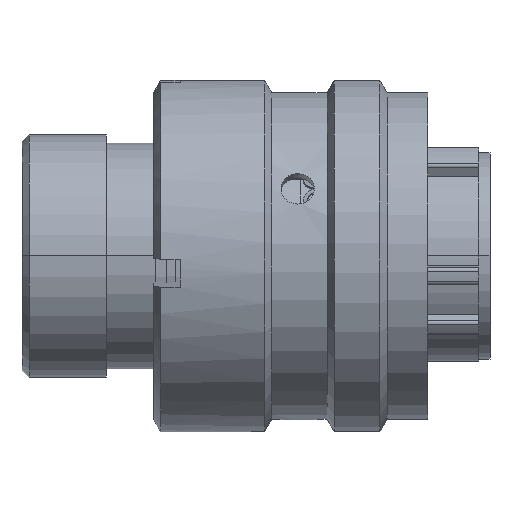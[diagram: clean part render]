
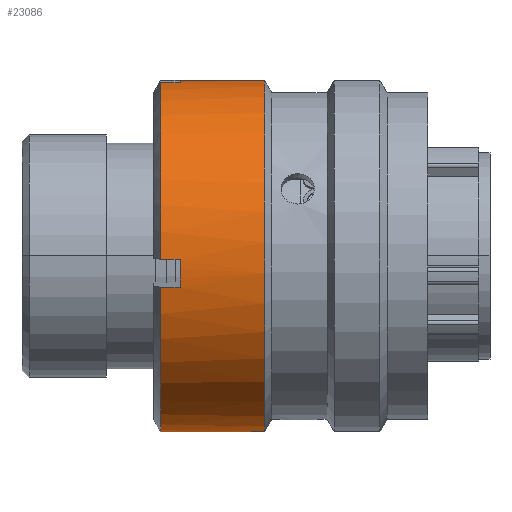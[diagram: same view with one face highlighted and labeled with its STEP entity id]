
A CAD part, top view. The second image highlights one B-rep face of the part: STEP entity #23086.
In plain terms, the highlighted cylindrical face has radius 12.55 mm (diameter 25.1 mm), a partial arc.
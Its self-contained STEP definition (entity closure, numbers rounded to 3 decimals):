
#294 = VERTEX_POINT ( 'NONE', #22766 ) ;
#864 = VECTOR ( 'NONE', #37042, 1000. ) ;
#1271 = ORIENTED_EDGE ( 'NONE', *, *, #32444, .T. ) ;
#1335 = CIRCLE ( 'NONE', #3743, 12.55 ) ;
#1521 = VERTEX_POINT ( 'NONE', #5782 ) ;
#1626 = DIRECTION ( 'NONE',  ( 0., 0.995, 0.1 ) ) ;
#2216 = CARTESIAN_POINT ( 'NONE',  ( 11.278, -0.257, 12.547 ) ) ;
#2352 = AXIS2_PLACEMENT_3D ( 'NONE', #4763, #7598, #13783 ) ;
#2434 = DIRECTION ( 'NONE',  ( 0., -0.995, -0.1 ) ) ;
#3743 = AXIS2_PLACEMENT_3D ( 'NONE', #33410, #9812, #24359 ) ;
#4147 = EDGE_CURVE ( 'NONE', #7301, #33669, #8751, .T. ) ;
#4593 = ORIENTED_EDGE ( 'NONE', *, *, #23261, .T. ) ;
#4763 = CARTESIAN_POINT ( 'NONE',  ( 11.278, 0., 0. ) ) ;
#4896 = LINE ( 'NONE', #9087, #7612 ) ;
#5128 = DIRECTION ( 'NONE',  ( 0., 0.995, 0.1 ) ) ;
#5764 = DIRECTION ( 'NONE',  ( 1., 0., 0. ) ) ;
#5782 = CARTESIAN_POINT ( 'NONE',  ( 9.878, -0.257, 12.547 ) ) ;
#6052 = CARTESIAN_POINT ( 'NONE',  ( 17.298, 12.487, 1.256 ) ) ;
#6085 = CARTESIAN_POINT ( 'NONE',  ( 28.928, 0., 0. ) ) ;
#6437 = AXIS2_PLACEMENT_3D ( 'NONE', #6085, #12140, #26668 ) ;
#6648 = ORIENTED_EDGE ( 'NONE', *, *, #20615, .T. ) ;
#6663 = CIRCLE ( 'NONE', #24696, 12.55 ) ;
#6682 = EDGE_CURVE ( 'NONE', #22093, #1521, #1335, .T. ) ;
#6810 = ORIENTED_EDGE ( 'NONE', *, *, #6682, .T. ) ;
#6913 = EDGE_CURVE ( 'NONE', #11322, #29765, #34058, .T. ) ;
#7301 = VERTEX_POINT ( 'NONE', #19552 ) ;
#7598 = DIRECTION ( 'NONE',  ( 1., 0., 0. ) ) ;
#7612 = VECTOR ( 'NONE', #5764, 1000. ) ;
#8251 = VERTEX_POINT ( 'NONE', #8310 ) ;
#8310 = CARTESIAN_POINT ( 'NONE',  ( 17.298, -12.487, -1.256 ) ) ;
#8719 = CARTESIAN_POINT ( 'NONE',  ( 28.928, 12.487, 1.256 ) ) ;
#8751 = LINE ( 'NONE', #8719, #28555 ) ;
#9087 = CARTESIAN_POINT ( 'NONE',  ( 28.928, -0.257, 12.547 ) ) ;
#9426 = AXIS2_PLACEMENT_3D ( 'NONE', #16858, #37727, #2434 ) ;
#9812 = DIRECTION ( 'NONE',  ( 1., 0., 0. ) ) ;
#10546 = CARTESIAN_POINT ( 'NONE',  ( 17.298, 0., 0. ) ) ;
#10934 = DIRECTION ( 'NONE',  ( 1., 0., 0. ) ) ;
#11322 = VERTEX_POINT ( 'NONE', #2216 ) ;
#12140 = DIRECTION ( 'NONE',  ( 1., 0., 0. ) ) ;
#13390 = EDGE_CURVE ( 'NONE', #1521, #11322, #4896, .T. ) ;
#13489 = EDGE_LOOP ( 'NONE', ( #4593, #27706, #28497, #38266, #14299, #1271, #6810, #14572, #29639, #19909, #24390, #6648 ) ) ;
#13605 = CARTESIAN_POINT ( 'NONE',  ( 28.928, -12.487, -1.256 ) ) ;
#13621 = DIRECTION ( 'NONE',  ( -1., 0., 0. ) ) ;
#13783 = DIRECTION ( 'NONE',  ( 0., -0.1, 0.995 ) ) ;
#14299 = ORIENTED_EDGE ( 'NONE', *, *, #25752, .T. ) ;
#14572 = ORIENTED_EDGE ( 'NONE', *, *, #13390, .T. ) ;
#16295 = CARTESIAN_POINT ( 'NONE',  ( 28.928, -2.247, 12.347 ) ) ;
#16858 = CARTESIAN_POINT ( 'NONE',  ( 11.278, 0., 0. ) ) ;
#17772 = CARTESIAN_POINT ( 'NONE',  ( 9.878, 12.347, 2.247 ) ) ;
#18131 = VECTOR ( 'NONE', #32767, 1000. ) ;
#19368 = VERTEX_POINT ( 'NONE', #28812 ) ;
#19532 = CARTESIAN_POINT ( 'NONE',  ( 9.878, 0., 0. ) ) ;
#19552 = CARTESIAN_POINT ( 'NONE',  ( 11.278, 12.487, 1.256 ) ) ;
#19909 = ORIENTED_EDGE ( 'NONE', *, *, #35938, .T. ) ;
#20252 = LINE ( 'NONE', #13605, #864 ) ;
#20346 = AXIS2_PLACEMENT_3D ( 'NONE', #19532, #25079, #1626 ) ;
#20615 = EDGE_CURVE ( 'NONE', #23088, #294, #25071, .T. ) ;
#21284 = CARTESIAN_POINT ( 'NONE',  ( 11.278, 12.347, 2.247 ) ) ;
#21851 = VERTEX_POINT ( 'NONE', #28380 ) ;
#22093 = VERTEX_POINT ( 'NONE', #17772 ) ;
#22766 = CARTESIAN_POINT ( 'NONE',  ( 11.278, -12.547, -0.257 ) ) ;
#23086 = ADVANCED_FACE ( 'NONE', ( #30646 ), #28755, .T. ) ;
#23088 = VERTEX_POINT ( 'NONE', #23843 ) ;
#23261 = EDGE_CURVE ( 'NONE', #294, #21851, #6663, .T. ) ;
#23427 = DIRECTION ( 'NONE',  ( 1., 0., 0. ) ) ;
#23843 = CARTESIAN_POINT ( 'NONE',  ( 9.878, -12.547, -0.257 ) ) ;
#24359 = DIRECTION ( 'NONE',  ( 0., 0.995, 0.1 ) ) ;
#24390 = ORIENTED_EDGE ( 'NONE', *, *, #35928, .T. ) ;
#24696 = AXIS2_PLACEMENT_3D ( 'NONE', #38111, #23427, #26370 ) ;
#25071 = LINE ( 'NONE', #29643, #18131 ) ;
#25079 = DIRECTION ( 'NONE',  ( 1., 0., 0. ) ) ;
#25115 = CIRCLE ( 'NONE', #2352, 12.55 ) ;
#25306 = VERTEX_POINT ( 'NONE', #21284 ) ;
#25752 = EDGE_CURVE ( 'NONE', #7301, #25306, #25115, .T. ) ;
#26106 = VECTOR ( 'NONE', #13621, 1000. ) ;
#26370 = DIRECTION ( 'NONE',  ( 0., 0.1, -0.995 ) ) ;
#26404 = EDGE_CURVE ( 'NONE', #33669, #8251, #37001, .T. ) ;
#26668 = DIRECTION ( 'NONE',  ( 0., 0.995, 0.1 ) ) ;
#26869 = CARTESIAN_POINT ( 'NONE',  ( 28.928, 12.347, 2.247 ) ) ;
#27706 = ORIENTED_EDGE ( 'NONE', *, *, #34301, .T. ) ;
#28380 = CARTESIAN_POINT ( 'NONE',  ( 11.278, -12.487, -1.256 ) ) ;
#28497 = ORIENTED_EDGE ( 'NONE', *, *, #26404, .F. ) ;
#28555 = VECTOR ( 'NONE', #31796, 1000. ) ;
#28755 = CYLINDRICAL_SURFACE ( 'NONE', #6437, 12.55 ) ;
#28812 = CARTESIAN_POINT ( 'NONE',  ( 9.878, -2.247, 12.347 ) ) ;
#28902 = LINE ( 'NONE', #16295, #26106 ) ;
#29639 = ORIENTED_EDGE ( 'NONE', *, *, #6913, .T. ) ;
#29643 = CARTESIAN_POINT ( 'NONE',  ( 28.928, -12.547, -0.257 ) ) ;
#29692 = VECTOR ( 'NONE', #35540, 1000. ) ;
#29765 = VERTEX_POINT ( 'NONE', #37355 ) ;
#30251 = AXIS2_PLACEMENT_3D ( 'NONE', #10546, #10934, #5128 ) ;
#30646 = FACE_OUTER_BOUND ( 'NONE', #13489, .T. ) ;
#31796 = DIRECTION ( 'NONE',  ( 1., 0., 0. ) ) ;
#32039 = LINE ( 'NONE', #26869, #29692 ) ;
#32444 = EDGE_CURVE ( 'NONE', #25306, #22093, #32039, .T. ) ;
#32767 = DIRECTION ( 'NONE',  ( 1., 0., 0. ) ) ;
#33410 = CARTESIAN_POINT ( 'NONE',  ( 9.878, 0., 0. ) ) ;
#33669 = VERTEX_POINT ( 'NONE', #6052 ) ;
#34058 = CIRCLE ( 'NONE', #9426, 12.55 ) ;
#34301 = EDGE_CURVE ( 'NONE', #21851, #8251, #20252, .T. ) ;
#35540 = DIRECTION ( 'NONE',  ( -1., 0., 0. ) ) ;
#35928 = EDGE_CURVE ( 'NONE', #19368, #23088, #36750, .T. ) ;
#35938 = EDGE_CURVE ( 'NONE', #29765, #19368, #28902, .T. ) ;
#36750 = CIRCLE ( 'NONE', #20346, 12.55 ) ;
#37001 = CIRCLE ( 'NONE', #30251, 12.55 ) ;
#37042 = DIRECTION ( 'NONE',  ( 1., 0., 0. ) ) ;
#37355 = CARTESIAN_POINT ( 'NONE',  ( 11.278, -2.247, 12.347 ) ) ;
#37727 = DIRECTION ( 'NONE',  ( 1., 0., 0. ) ) ;
#38111 = CARTESIAN_POINT ( 'NONE',  ( 11.278, 0., 0. ) ) ;
#38266 = ORIENTED_EDGE ( 'NONE', *, *, #4147, .F. ) ;
